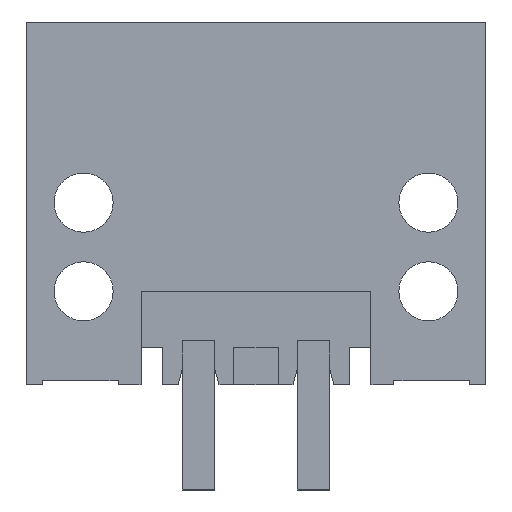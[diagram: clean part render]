
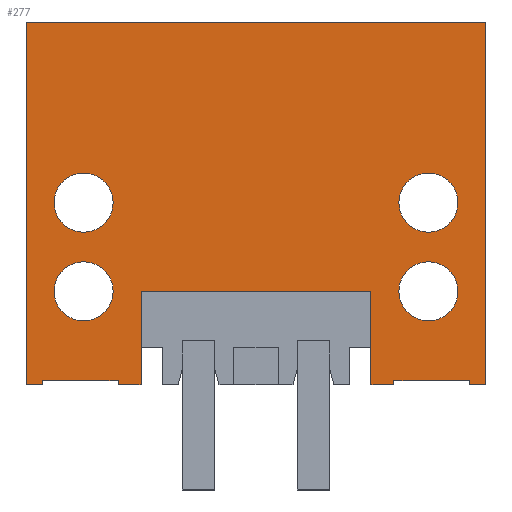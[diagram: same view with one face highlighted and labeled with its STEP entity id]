
A CAD part, front view. The second image highlights one B-rep face of the part: STEP entity #277.
In plain terms, the highlighted planar face has unit normal (0, -1, 0).
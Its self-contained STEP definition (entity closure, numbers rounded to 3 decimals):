
#82=AXIS2_PLACEMENT_3D('Plane Axis2P3D',#79,#80,#81) ;
#207=AXIS2_PLACEMENT_3D('Circle Axis2P3D',#205,#206,$) ;
#216=AXIS2_PLACEMENT_3D('Circle Axis2P3D',#214,#215,$) ;
#225=AXIS2_PLACEMENT_3D('Circle Axis2P3D',#223,#224,$) ;
#234=AXIS2_PLACEMENT_3D('Circle Axis2P3D',#232,#233,$) ;
#243=AXIS2_PLACEMENT_3D('Circle Axis2P3D',#241,#242,$) ;
#252=AXIS2_PLACEMENT_3D('Circle Axis2P3D',#250,#251,$) ;
#261=AXIS2_PLACEMENT_3D('Circle Axis2P3D',#259,#260,$) ;
#270=AXIS2_PLACEMENT_3D('Circle Axis2P3D',#268,#269,$) ;
#36=CARTESIAN_POINT('Line Origine',(0.,0.,8.725)) ;
#40=CARTESIAN_POINT('Vertex',(0.,0.,3.2)) ;
#42=CARTESIAN_POINT('Vertex',(0.,0.,14.25)) ;
#79=CARTESIAN_POINT('Axis2P3D Location',(0.,0.,3.2)) ;
#84=CARTESIAN_POINT('Line Origine',(10.5,0.,4.625)) ;
#88=CARTESIAN_POINT('Vertex',(10.5,0.,6.05)) ;
#90=CARTESIAN_POINT('Vertex',(10.5,0.,3.2)) ;
#93=CARTESIAN_POINT('Line Origine',(10.85,0.,3.2)) ;
#97=CARTESIAN_POINT('Vertex',(11.2,0.,3.2)) ;
#100=CARTESIAN_POINT('Line Origine',(11.2,0.,3.263)) ;
#104=CARTESIAN_POINT('Vertex',(11.2,0.,3.325)) ;
#107=CARTESIAN_POINT('Line Origine',(12.35,0.,3.325)) ;
#111=CARTESIAN_POINT('Vertex',(13.5,0.,3.325)) ;
#114=CARTESIAN_POINT('Line Origine',(13.5,0.,3.263)) ;
#118=CARTESIAN_POINT('Vertex',(13.5,0.,3.2)) ;
#121=CARTESIAN_POINT('Line Origine',(13.75,0.,3.2)) ;
#125=CARTESIAN_POINT('Vertex',(14.,0.,3.2)) ;
#128=CARTESIAN_POINT('Line Origine',(14.,0.,8.725)) ;
#132=CARTESIAN_POINT('Vertex',(14.,0.,14.25)) ;
#135=CARTESIAN_POINT('Line Origine',(7.,0.,14.25)) ;
#140=CARTESIAN_POINT('Line Origine',(0.25,0.,3.2)) ;
#144=CARTESIAN_POINT('Vertex',(0.5,0.,3.2)) ;
#147=CARTESIAN_POINT('Line Origine',(0.5,0.,3.263)) ;
#151=CARTESIAN_POINT('Vertex',(0.5,0.,3.325)) ;
#154=CARTESIAN_POINT('Line Origine',(1.65,0.,3.325)) ;
#158=CARTESIAN_POINT('Vertex',(2.8,0.,3.325)) ;
#161=CARTESIAN_POINT('Line Origine',(2.8,0.,3.263)) ;
#165=CARTESIAN_POINT('Vertex',(2.8,0.,3.2)) ;
#168=CARTESIAN_POINT('Line Origine',(3.15,0.,3.2)) ;
#172=CARTESIAN_POINT('Vertex',(3.5,0.,3.2)) ;
#175=CARTESIAN_POINT('Line Origine',(3.5,0.,4.625)) ;
#179=CARTESIAN_POINT('Vertex',(3.5,0.,6.05)) ;
#182=CARTESIAN_POINT('Line Origine',(7.,0.,6.05)) ;
#205=CARTESIAN_POINT('Axis2P3D Location',(12.25,0.,8.75)) ;
#209=CARTESIAN_POINT('Vertex',(12.25,0.,9.65)) ;
#211=CARTESIAN_POINT('Vertex',(12.25,0.,7.85)) ;
#214=CARTESIAN_POINT('Axis2P3D Location',(12.25,0.,8.75)) ;
#223=CARTESIAN_POINT('Axis2P3D Location',(1.75,0.,8.75)) ;
#227=CARTESIAN_POINT('Vertex',(1.75,0.,7.85)) ;
#229=CARTESIAN_POINT('Vertex',(1.75,0.,9.65)) ;
#232=CARTESIAN_POINT('Axis2P3D Location',(1.75,0.,8.75)) ;
#241=CARTESIAN_POINT('Axis2P3D Location',(1.75,0.,6.05)) ;
#245=CARTESIAN_POINT('Vertex',(1.75,0.,5.15)) ;
#247=CARTESIAN_POINT('Vertex',(1.75,0.,6.95)) ;
#250=CARTESIAN_POINT('Axis2P3D Location',(1.75,0.,6.05)) ;
#259=CARTESIAN_POINT('Axis2P3D Location',(12.25,0.,6.05)) ;
#263=CARTESIAN_POINT('Vertex',(12.25,0.,5.15)) ;
#265=CARTESIAN_POINT('Vertex',(12.25,0.,6.95)) ;
#268=CARTESIAN_POINT('Axis2P3D Location',(12.25,0.,6.05)) ;
#37=DIRECTION('Vector Direction',(0.,0.,1.)) ;
#80=DIRECTION('Axis2P3D Direction',(0.,1.,0.)) ;
#81=DIRECTION('Axis2P3D XDirection',(0.,0.,1.)) ;
#85=DIRECTION('Vector Direction',(0.,0.,1.)) ;
#94=DIRECTION('Vector Direction',(1.,0.,0.)) ;
#101=DIRECTION('Vector Direction',(0.,0.,-1.)) ;
#108=DIRECTION('Vector Direction',(-1.,0.,0.)) ;
#115=DIRECTION('Vector Direction',(0.,0.,-1.)) ;
#122=DIRECTION('Vector Direction',(1.,0.,0.)) ;
#129=DIRECTION('Vector Direction',(0.,0.,1.)) ;
#136=DIRECTION('Vector Direction',(1.,0.,0.)) ;
#141=DIRECTION('Vector Direction',(1.,0.,0.)) ;
#148=DIRECTION('Vector Direction',(0.,0.,-1.)) ;
#155=DIRECTION('Vector Direction',(-1.,0.,0.)) ;
#162=DIRECTION('Vector Direction',(0.,0.,-1.)) ;
#169=DIRECTION('Vector Direction',(1.,0.,0.)) ;
#176=DIRECTION('Vector Direction',(0.,0.,1.)) ;
#183=DIRECTION('Vector Direction',(1.,0.,0.)) ;
#206=DIRECTION('Axis2P3D Direction',(0.,1.,0.)) ;
#215=DIRECTION('Axis2P3D Direction',(0.,1.,0.)) ;
#224=DIRECTION('Axis2P3D Direction',(0.,1.,0.)) ;
#233=DIRECTION('Axis2P3D Direction',(0.,1.,0.)) ;
#242=DIRECTION('Axis2P3D Direction',(0.,1.,0.)) ;
#251=DIRECTION('Axis2P3D Direction',(0.,1.,0.)) ;
#260=DIRECTION('Axis2P3D Direction',(0.,1.,0.)) ;
#269=DIRECTION('Axis2P3D Direction',(0.,1.,0.)) ;
#38=VECTOR('Line Direction',#37,1.) ;
#86=VECTOR('Line Direction',#85,1.) ;
#95=VECTOR('Line Direction',#94,1.) ;
#102=VECTOR('Line Direction',#101,1.) ;
#109=VECTOR('Line Direction',#108,1.) ;
#116=VECTOR('Line Direction',#115,1.) ;
#123=VECTOR('Line Direction',#122,1.) ;
#130=VECTOR('Line Direction',#129,1.) ;
#137=VECTOR('Line Direction',#136,1.) ;
#142=VECTOR('Line Direction',#141,1.) ;
#149=VECTOR('Line Direction',#148,1.) ;
#156=VECTOR('Line Direction',#155,1.) ;
#163=VECTOR('Line Direction',#162,1.) ;
#170=VECTOR('Line Direction',#169,1.) ;
#177=VECTOR('Line Direction',#176,1.) ;
#184=VECTOR('Line Direction',#183,1.) ;
#188=ORIENTED_EDGE('',*,*,#92,.T.) ;
#189=ORIENTED_EDGE('',*,*,#99,.T.) ;
#190=ORIENTED_EDGE('',*,*,#106,.F.) ;
#191=ORIENTED_EDGE('',*,*,#113,.F.) ;
#192=ORIENTED_EDGE('',*,*,#120,.T.) ;
#193=ORIENTED_EDGE('',*,*,#127,.T.) ;
#194=ORIENTED_EDGE('',*,*,#134,.T.) ;
#195=ORIENTED_EDGE('',*,*,#139,.F.) ;
#196=ORIENTED_EDGE('',*,*,#44,.F.) ;
#197=ORIENTED_EDGE('',*,*,#146,.T.) ;
#198=ORIENTED_EDGE('',*,*,#153,.F.) ;
#199=ORIENTED_EDGE('',*,*,#160,.F.) ;
#200=ORIENTED_EDGE('',*,*,#167,.T.) ;
#201=ORIENTED_EDGE('',*,*,#174,.T.) ;
#202=ORIENTED_EDGE('',*,*,#181,.T.) ;
#203=ORIENTED_EDGE('',*,*,#186,.T.) ;
#220=ORIENTED_EDGE('',*,*,#213,.T.) ;
#221=ORIENTED_EDGE('',*,*,#218,.T.) ;
#238=ORIENTED_EDGE('',*,*,#231,.F.) ;
#239=ORIENTED_EDGE('',*,*,#236,.F.) ;
#256=ORIENTED_EDGE('',*,*,#249,.F.) ;
#257=ORIENTED_EDGE('',*,*,#254,.F.) ;
#274=ORIENTED_EDGE('',*,*,#267,.T.) ;
#275=ORIENTED_EDGE('',*,*,#272,.T.) ;
#222=FACE_BOUND('',#219,.T.) ;
#240=FACE_BOUND('',#237,.T.) ;
#258=FACE_BOUND('',#255,.T.) ;
#276=FACE_BOUND('',#273,.T.) ;
#277=ADVANCED_FACE('HOUSING',(#204,#222,#240,#258,#276),#83,.F.) ;
#208=CIRCLE('generated circle',#207,0.9) ;
#217=CIRCLE('generated circle',#216,0.9) ;
#226=CIRCLE('generated circle',#225,0.9) ;
#235=CIRCLE('generated circle',#234,0.9) ;
#244=CIRCLE('generated circle',#243,0.9) ;
#253=CIRCLE('generated circle',#252,0.9) ;
#262=CIRCLE('generated circle',#261,0.9) ;
#271=CIRCLE('generated circle',#270,0.9) ;
#44=EDGE_CURVE('',#41,#43,#39,.T.) ;
#92=EDGE_CURVE('',#89,#91,#87,.F.) ;
#99=EDGE_CURVE('',#91,#98,#96,.T.) ;
#106=EDGE_CURVE('',#105,#98,#103,.T.) ;
#113=EDGE_CURVE('',#112,#105,#110,.T.) ;
#120=EDGE_CURVE('',#112,#119,#117,.T.) ;
#127=EDGE_CURVE('',#119,#126,#124,.T.) ;
#134=EDGE_CURVE('',#126,#133,#131,.T.) ;
#139=EDGE_CURVE('',#43,#133,#138,.T.) ;
#146=EDGE_CURVE('',#41,#145,#143,.T.) ;
#153=EDGE_CURVE('',#152,#145,#150,.T.) ;
#160=EDGE_CURVE('',#159,#152,#157,.T.) ;
#167=EDGE_CURVE('',#159,#166,#164,.T.) ;
#174=EDGE_CURVE('',#166,#173,#171,.T.) ;
#181=EDGE_CURVE('',#173,#180,#178,.T.) ;
#186=EDGE_CURVE('',#180,#89,#185,.T.) ;
#213=EDGE_CURVE('',#210,#212,#208,.T.) ;
#218=EDGE_CURVE('',#212,#210,#217,.T.) ;
#231=EDGE_CURVE('',#228,#230,#226,.F.) ;
#236=EDGE_CURVE('',#230,#228,#235,.F.) ;
#249=EDGE_CURVE('',#246,#248,#244,.F.) ;
#254=EDGE_CURVE('',#248,#246,#253,.F.) ;
#267=EDGE_CURVE('',#264,#266,#262,.T.) ;
#272=EDGE_CURVE('',#266,#264,#271,.T.) ;
#187=EDGE_LOOP('',(#188,#189,#190,#191,#192,#193,#194,#195,#196,#197,#198,#199,#200,#201,#202,#203)) ;
#219=EDGE_LOOP('',(#220,#221)) ;
#237=EDGE_LOOP('',(#238,#239)) ;
#255=EDGE_LOOP('',(#256,#257)) ;
#273=EDGE_LOOP('',(#274,#275)) ;
#204=FACE_OUTER_BOUND('',#187,.T.) ;
#39=LINE('Line',#36,#38) ;
#87=LINE('Line',#84,#86) ;
#96=LINE('Line',#93,#95) ;
#103=LINE('Line',#100,#102) ;
#110=LINE('Line',#107,#109) ;
#117=LINE('Line',#114,#116) ;
#124=LINE('Line',#121,#123) ;
#131=LINE('Line',#128,#130) ;
#138=LINE('Line',#135,#137) ;
#143=LINE('Line',#140,#142) ;
#150=LINE('Line',#147,#149) ;
#157=LINE('Line',#154,#156) ;
#164=LINE('Line',#161,#163) ;
#171=LINE('Line',#168,#170) ;
#178=LINE('Line',#175,#177) ;
#185=LINE('Line',#182,#184) ;
#83=PLANE('',#82) ;
#41=VERTEX_POINT('',#40) ;
#43=VERTEX_POINT('',#42) ;
#89=VERTEX_POINT('',#88) ;
#91=VERTEX_POINT('',#90) ;
#98=VERTEX_POINT('',#97) ;
#105=VERTEX_POINT('',#104) ;
#112=VERTEX_POINT('',#111) ;
#119=VERTEX_POINT('',#118) ;
#126=VERTEX_POINT('',#125) ;
#133=VERTEX_POINT('',#132) ;
#145=VERTEX_POINT('',#144) ;
#152=VERTEX_POINT('',#151) ;
#159=VERTEX_POINT('',#158) ;
#166=VERTEX_POINT('',#165) ;
#173=VERTEX_POINT('',#172) ;
#180=VERTEX_POINT('',#179) ;
#210=VERTEX_POINT('',#209) ;
#212=VERTEX_POINT('',#211) ;
#228=VERTEX_POINT('',#227) ;
#230=VERTEX_POINT('',#229) ;
#246=VERTEX_POINT('',#245) ;
#248=VERTEX_POINT('',#247) ;
#264=VERTEX_POINT('',#263) ;
#266=VERTEX_POINT('',#265) ;
